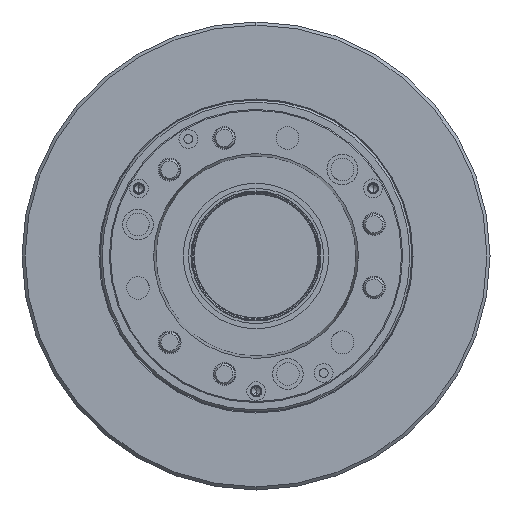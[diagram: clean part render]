
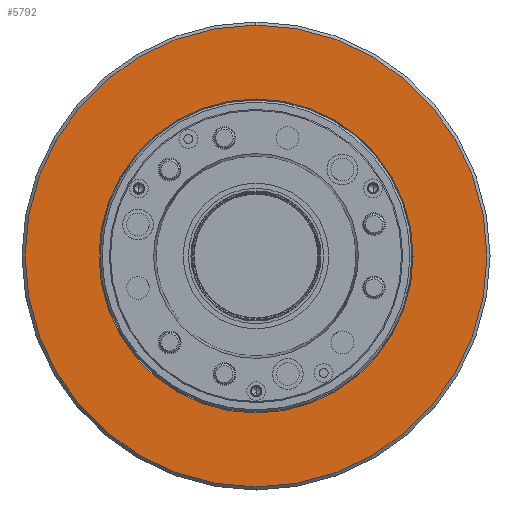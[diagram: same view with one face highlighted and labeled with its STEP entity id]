
A CAD part, left-side view. The second image highlights one B-rep face of the part: STEP entity #5792.
In plain terms, the highlighted planar face has unit normal (-1, 0, 0).
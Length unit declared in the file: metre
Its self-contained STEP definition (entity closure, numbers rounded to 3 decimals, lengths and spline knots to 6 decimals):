
#488 = DIRECTION ( 'NONE',  ( 1., 0., 0. ) ) ;
#819 = EDGE_CURVE ( 'NONE', #7856, #10648, #20478, .T. ) ;
#2209 = DIRECTION ( 'NONE',  ( 0., 0., 1. ) ) ;
#5106 = EDGE_LOOP ( 'NONE', ( #36081, #18041 ) ) ;
#5687 = CIRCLE ( 'NONE', #5816, 0.222 ) ;
#5689 = EDGE_CURVE ( 'NONE', #10648, #7856, #21555, .T. ) ;
#5792 = ADVANCED_FACE ( 'NONE', ( #28292, #18441 ), #15710, .T. ) ;
#5816 = AXIS2_PLACEMENT_3D ( 'NONE', #12657, #35859, #15998 ) ;
#7856 = VERTEX_POINT ( 'NONE', #42127 ) ;
#10648 = VERTEX_POINT ( 'NONE', #37565 ) ;
#11784 = VERTEX_POINT ( 'NONE', #30139 ) ;
#12657 = CARTESIAN_POINT ( 'NONE',  ( -0.133, 0., 0. ) ) ;
#14693 = AXIS2_PLACEMENT_3D ( 'NONE', #35948, #16087, #39319 ) ;
#15710 = PLANE ( 'NONE',  #29330 ) ;
#15998 = DIRECTION ( 'NONE',  ( 0., 0., 1. ) ) ;
#16087 = DIRECTION ( 'NONE',  ( 1., 0., 0. ) ) ;
#17118 = EDGE_CURVE ( 'NONE', #36275, #11784, #5687, .T. ) ;
#18041 = ORIENTED_EDGE ( 'NONE', *, *, #5689, .T. ) ;
#18441 = FACE_OUTER_BOUND ( 'NONE', #38634, .T. ) ;
#19071 = DIRECTION ( 'NONE',  ( -1., 0., 0. ) ) ;
#20407 = CARTESIAN_POINT ( 'NONE',  ( -0.133, 0., 0. ) ) ;
#20478 = CIRCLE ( 'NONE', #14693, 0.151 ) ;
#20827 = EDGE_CURVE ( 'NONE', #11784, #36275, #29387, .T. ) ;
#21555 = CIRCLE ( 'NONE', #41253, 0.151 ) ;
#22092 = DIRECTION ( 'NONE',  ( -1., 0., 0. ) ) ;
#23385 = AXIS2_PLACEMENT_3D ( 'NONE', #41979, #22092, #2209 ) ;
#23734 = DIRECTION ( 'NONE',  ( 0., 0., 1. ) ) ;
#28292 = FACE_BOUND ( 'NONE', #5106, .T. ) ;
#29330 = AXIS2_PLACEMENT_3D ( 'NONE', #38952, #19071, #42262 ) ;
#29387 = CIRCLE ( 'NONE', #23385, 0.222 ) ;
#30139 = CARTESIAN_POINT ( 'NONE',  ( -0.133, 0., -0.222 ) ) ;
#32594 = ORIENTED_EDGE ( 'NONE', *, *, #17118, .T. ) ;
#32636 = ORIENTED_EDGE ( 'NONE', *, *, #20827, .T. ) ;
#35859 = DIRECTION ( 'NONE',  ( -1., 0., 0. ) ) ;
#35948 = CARTESIAN_POINT ( 'NONE',  ( -0.133, 0., 0. ) ) ;
#36081 = ORIENTED_EDGE ( 'NONE', *, *, #819, .T. ) ;
#36275 = VERTEX_POINT ( 'NONE', #37792 ) ;
#37565 = CARTESIAN_POINT ( 'NONE',  ( -0.133, 0., -0.151 ) ) ;
#37792 = CARTESIAN_POINT ( 'NONE',  ( -0.133, 0., 0.222 ) ) ;
#38634 = EDGE_LOOP ( 'NONE', ( #32636, #32594 ) ) ;
#38952 = CARTESIAN_POINT ( 'NONE',  ( -0.133, 0.225, 0. ) ) ;
#39319 = DIRECTION ( 'NONE',  ( 0., 0., 1. ) ) ;
#41253 = AXIS2_PLACEMENT_3D ( 'NONE', #20407, #488, #23734 ) ;
#41979 = CARTESIAN_POINT ( 'NONE',  ( -0.133, 0., 0. ) ) ;
#42127 = CARTESIAN_POINT ( 'NONE',  ( -0.133, 0., 0.151 ) ) ;
#42262 = DIRECTION ( 'NONE',  ( 0., 0., 1. ) ) ;
